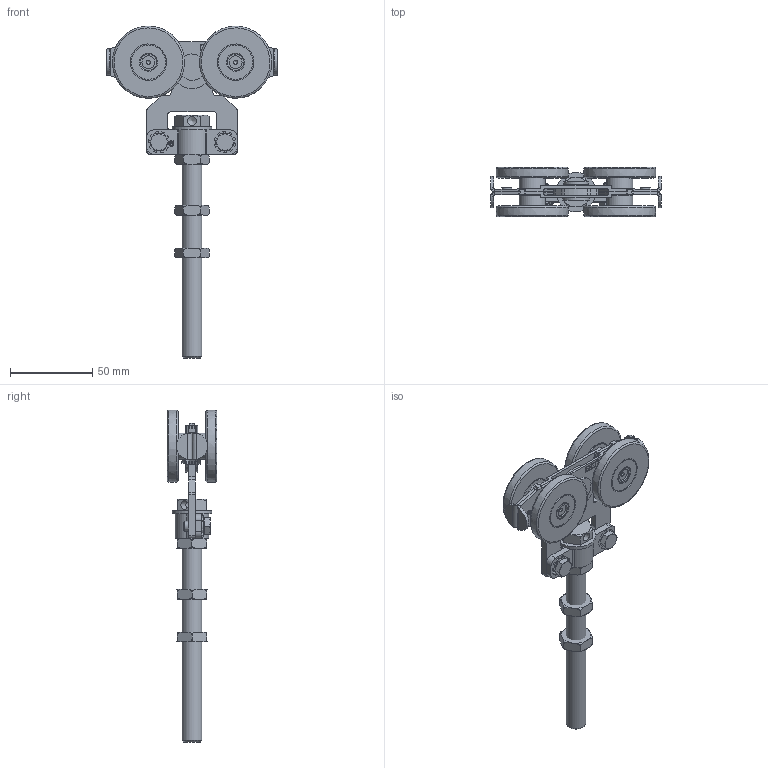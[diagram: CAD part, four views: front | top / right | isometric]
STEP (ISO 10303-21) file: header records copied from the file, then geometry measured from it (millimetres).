
FILE_DESCRIPTION(/* description */ (''),/* implementation_level */ '2;1');
FILE_NAME(/* name */ '2255L.stp',/* time_stamp */ '2020-12-22T14:49:12+01:00',/* author */ ('DBARI'),/* organization */ (''),/* preprocessor_version */ 'ST-DEVELOPER v18.1',/* originating_system */ 'Autodesk Inventor 2021',/* authorisation */ '');
FILE_SCHEMA (('AUTOMOTIVE_DESIGN { 1 0 10303 214 3 1 1 }'));
Length unit declared in the file: millimetre
Products named in the file (13): 2255L; 15741; U04540; 09014; 04563; 06012; 15214; 15214_1; 15212 MONT; 14991S-A; 18477; 15170_A; 14991
Assembly tree (19 placements, depth 2):
  2255L
    15741
    06012  x3
    U04540
    09014  x2
    04563  x2
    15214
    15214_1
    15212 MONT
    14991S-A
    18477  x4
    15170_A
    14991
Bounding box: 103.6 x 30 x 201.79 mm (x, y, z)
Volume: 89010.2 mm3; surface area: 51861 mm2
Topology: 19 solids, 19 shells, 748 faces, 1908 edges, 1235 vertices
Faces by surface type: plane 343, cylinder 261, bspline 70, cone 36, torus 30, sphere 8
Full cylindrical faces by diameter (mm): 1.342 x1, 1.458 x1, 2.35 x4, 3 x2, 4.917 x2, 5.2 x3, 6 x4, 6.2 x2, 6.8 x2, 7.8 x4, 8.88 x2, 9.9 x4, 10.05 x4, 10.106 x3, 12 x1, 12.1 x1, 13.9 x1, 14.2 x3, 15 x1, 16 x5, 16.63 x1, 20.83 x8, 22.17 x8, 24 x1
Entity records: 22202 total; most frequent: CARTESIAN_POINT 7395, ORIENTED_EDGE 3012, DIRECTION 2853, EDGE_CURVE 1506, VERTEX_POINT 981, AXIS2_PLACEMENT_3D 972, LINE 909, VECTOR 909
